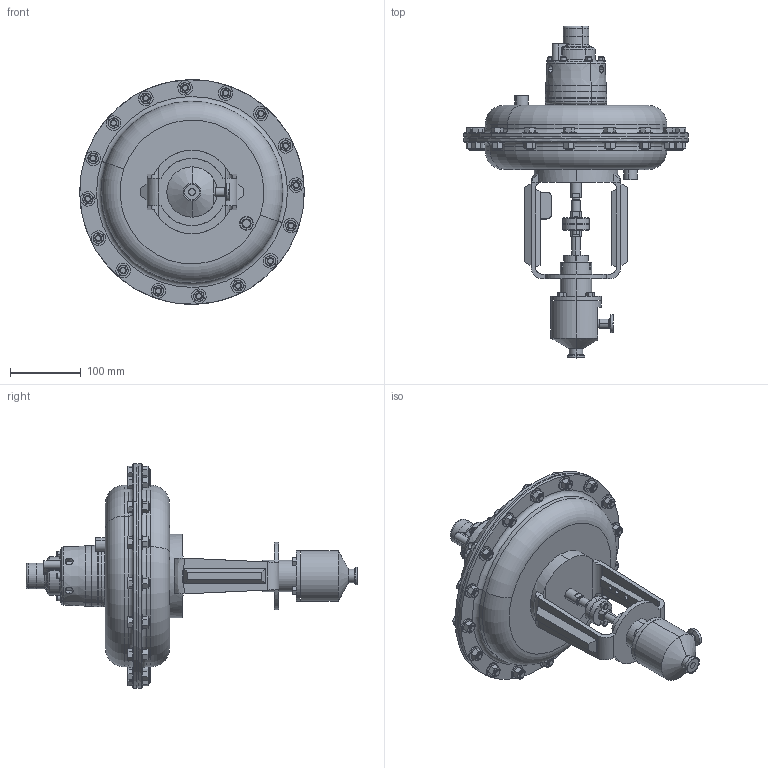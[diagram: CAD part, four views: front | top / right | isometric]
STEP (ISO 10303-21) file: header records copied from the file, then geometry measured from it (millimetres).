
FILE_DESCRIPTION (( 'STEP AP203' ), '1' );
FILE_NAME ('978ETP-050-JD-55M.STEP', '2017-06-12T19:24:48', ( '' ), ( '' ), 'SwSTEP 2.0', 'SolidWorks 2014', '' );
FILE_SCHEMA (( 'CONFIG_CONTROL_DESIGN' ));
Length unit declared in the file: inch
Products named in the file (2): 978ETP-050-JD-55M
Bounding box: 317.49 x 469.29 x 317.42 mm (x, y, z)
Volume: 6032319.6 mm3; surface area: 370259.5 mm2
Topology: 1 solids, 2 shells, 1332 faces, 3055 edges, 1843 vertices
Faces by surface type: plane 556, cone 442, cylinder 273, torus 50, bspline 11
Entity records: 40777 total; most frequent: CARTESIAN_POINT 11202, DIRECTION 6155, ORIENTED_EDGE 6086, EDGE_CURVE 3043, AXIS2_PLACEMENT_3D 2522, VERTEX_POINT 1843, EDGE_LOOP 1490, ADVANCED_FACE 1332
